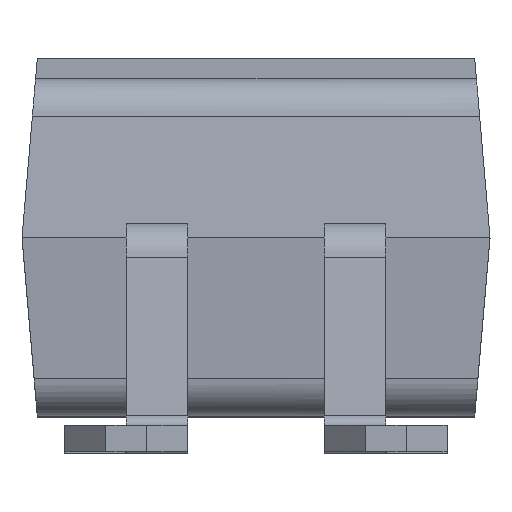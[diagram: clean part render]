
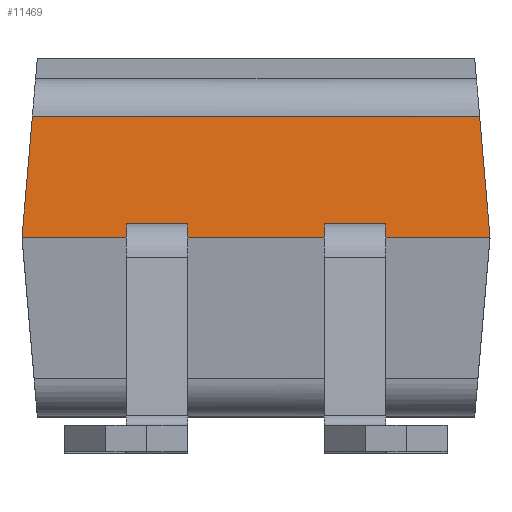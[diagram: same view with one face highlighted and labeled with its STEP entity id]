
A CAD part, top view. The second image highlights one B-rep face of the part: STEP entity #11469.
In plain terms, the highlighted planar face has unit normal (0, 0.085, 0.996).
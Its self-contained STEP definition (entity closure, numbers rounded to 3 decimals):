
#69 = CARTESIAN_POINT ( 'NONE',  ( -2.189, 1.184, 3.149 ) ) ;
#198 = LINE ( 'NONE', #8519, #14570 ) ;
#209 = EDGE_CURVE ( 'NONE', #3978, #14531, #11661, .T. ) ;
#739 = DIRECTION ( 'NONE',  ( 1., 0., 0. ) ) ;
#1053 = ORIENTED_EDGE ( 'NONE', *, *, #14653, .T. ) ;
#1415 = ORIENTED_EDGE ( 'NONE', *, *, #209, .T. ) ;
#3354 = FACE_OUTER_BOUND ( 'NONE', #8597, .T. ) ;
#3493 = CARTESIAN_POINT ( 'NONE',  ( -2.29, 0., 3.25 ) ) ;
#3745 = CARTESIAN_POINT ( 'NONE',  ( -2.29, 0., 3.25 ) ) ;
#3978 = VERTEX_POINT ( 'NONE', #6821 ) ;
#4541 = EDGE_CURVE ( 'NONE', #3978, #6289, #198, .T. ) ;
#4885 = DIRECTION ( 'NONE',  ( 0., -0.996, 0.085 ) ) ;
#6289 = VERTEX_POINT ( 'NONE', #11618 ) ;
#6764 = VECTOR ( 'NONE', #13949, 1000. ) ;
#6821 = CARTESIAN_POINT ( 'NONE',  ( -2.189, 1.184, 3.149 ) ) ;
#7105 = LINE ( 'NONE', #11621, #6764 ) ;
#7774 = LINE ( 'NONE', #3493, #13810 ) ;
#8283 = VECTOR ( 'NONE', #9155, 1000. ) ;
#8519 = CARTESIAN_POINT ( 'NONE',  ( -2.291, 1.184, 3.149 ) ) ;
#8597 = EDGE_LOOP ( 'NONE', ( #1053, #13560, #11178, #1415 ) ) ;
#8761 = CARTESIAN_POINT ( 'NONE',  ( -2.29, 0., 3.25 ) ) ;
#9155 = DIRECTION ( 'NONE',  ( -0.085, -0.993, 0.085 ) ) ;
#11178 = ORIENTED_EDGE ( 'NONE', *, *, #4541, .F. ) ;
#11221 = EDGE_CURVE ( 'NONE', #13075, #6289, #7105, .T. ) ;
#11469 = ADVANCED_FACE ( 'NONE', ( #3354 ), #13937, .T. ) ;
#11501 = CARTESIAN_POINT ( 'NONE',  ( 2.29, 0., 3.25 ) ) ;
#11618 = CARTESIAN_POINT ( 'NONE',  ( 2.189, 1.184, 3.149 ) ) ;
#11621 = CARTESIAN_POINT ( 'NONE',  ( 2.29, 0., 3.25 ) ) ;
#11661 = LINE ( 'NONE', #69, #8283 ) ;
#11711 = DIRECTION ( 'NONE',  ( 0., 0.085, 0.996 ) ) ;
#13075 = VERTEX_POINT ( 'NONE', #11501 ) ;
#13560 = ORIENTED_EDGE ( 'NONE', *, *, #11221, .T. ) ;
#13775 = AXIS2_PLACEMENT_3D ( 'NONE', #3745, #11711, #4885 ) ;
#13810 = VECTOR ( 'NONE', #14603, 1000. ) ;
#13937 = PLANE ( 'NONE',  #13775 ) ;
#13949 = DIRECTION ( 'NONE',  ( -0.085, 0.993, -0.085 ) ) ;
#14531 = VERTEX_POINT ( 'NONE', #8761 ) ;
#14570 = VECTOR ( 'NONE', #739, 1000. ) ;
#14603 = DIRECTION ( 'NONE',  ( 1., 0., 0. ) ) ;
#14653 = EDGE_CURVE ( 'NONE', #14531, #13075, #7774, .T. ) ;
